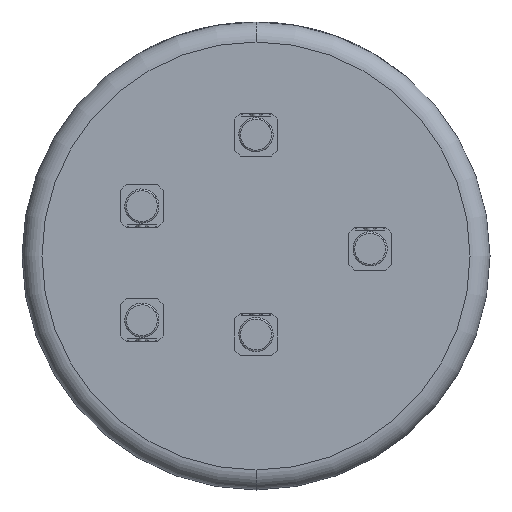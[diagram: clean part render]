
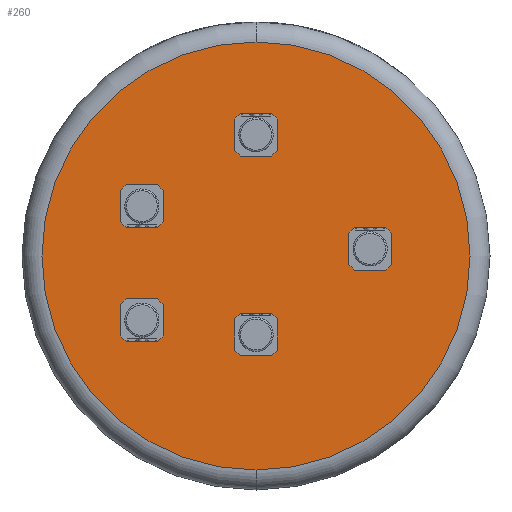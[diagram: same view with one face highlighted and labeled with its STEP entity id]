
A CAD part, front view. The second image highlights one B-rep face of the part: STEP entity #260.
In plain terms, the highlighted planar face has unit normal (0, -1, 0).
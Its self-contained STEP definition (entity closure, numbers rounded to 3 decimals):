
#66 = DIRECTION ( 'NONE',  ( 0., -1., 0. ) ) ;
#139 = EDGE_CURVE ( 'NONE', #1278, #3487, #1308, .T. ) ;
#241 = DIRECTION ( 'NONE',  ( 0., 0., 1. ) ) ;
#260 = ADVANCED_FACE ( 'NONE', ( #3305 ), #3080, .F. ) ;
#735 = EDGE_CURVE ( 'NONE', #3487, #1278, #2345, .T. ) ;
#1278 = VERTEX_POINT ( 'NONE', #3738 ) ;
#1303 = AXIS2_PLACEMENT_3D ( 'NONE', #1688, #1709, #241 ) ;
#1308 = CIRCLE ( 'NONE', #2404, 18.75 ) ;
#1380 = CARTESIAN_POINT ( 'NONE',  ( 0., 0., 18.75 ) ) ;
#1688 = CARTESIAN_POINT ( 'NONE',  ( 0., 0., 0. ) ) ;
#1709 = DIRECTION ( 'NONE',  ( 0., 1., 0. ) ) ;
#2345 = CIRCLE ( 'NONE', #2789, 18.75 ) ;
#2348 = DIRECTION ( 'NONE',  ( 0., -1., 0. ) ) ;
#2404 = AXIS2_PLACEMENT_3D ( 'NONE', #3418, #66, #4117 ) ;
#2685 = DIRECTION ( 'NONE',  ( 0., 0., 1. ) ) ;
#2726 = ORIENTED_EDGE ( 'NONE', *, *, #735, .T. ) ;
#2789 = AXIS2_PLACEMENT_3D ( 'NONE', #4534, #2348, #2685 ) ;
#2794 = EDGE_LOOP ( 'NONE', ( #2726, #3417 ) ) ;
#3080 = PLANE ( 'NONE',  #1303 ) ;
#3305 = FACE_OUTER_BOUND ( 'NONE', #2794, .T. ) ;
#3417 = ORIENTED_EDGE ( 'NONE', *, *, #139, .T. ) ;
#3418 = CARTESIAN_POINT ( 'NONE',  ( 0., 0., 0. ) ) ;
#3487 = VERTEX_POINT ( 'NONE', #1380 ) ;
#3738 = CARTESIAN_POINT ( 'NONE',  ( 0., 0., -18.75 ) ) ;
#4117 = DIRECTION ( 'NONE',  ( 0., 0., 1. ) ) ;
#4534 = CARTESIAN_POINT ( 'NONE',  ( 0., 0., 0. ) ) ;
